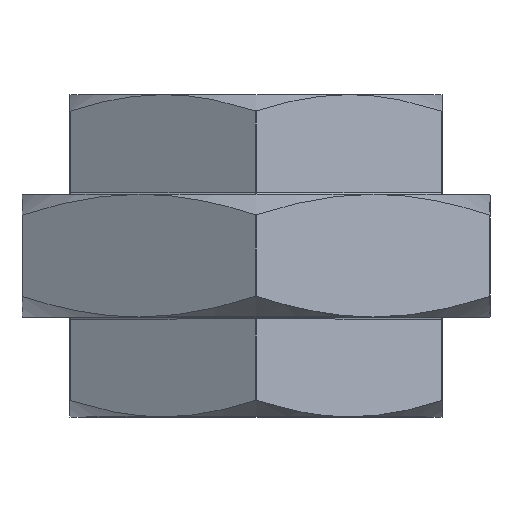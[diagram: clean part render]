
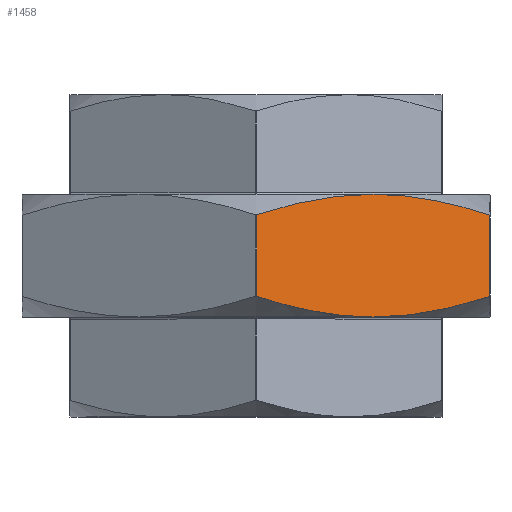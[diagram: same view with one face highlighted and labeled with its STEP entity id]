
A CAD part, top view. The second image highlights one B-rep face of the part: STEP entity #1458.
In plain terms, the highlighted planar face has unit normal (0.5, 0, 0.866).
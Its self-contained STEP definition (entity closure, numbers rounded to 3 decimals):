
#179=(
BOUNDED_CURVE()
B_SPLINE_CURVE(2,(#2325,#2326,#2327),.UNSPECIFIED.,.F.,.F.)
B_SPLINE_CURVE_WITH_KNOTS((3,3),(1.429,5.197),
 .UNSPECIFIED.)
CURVE()
GEOMETRIC_REPRESENTATION_ITEM()
RATIONAL_B_SPLINE_CURVE((1.029,1.052,1.))
REPRESENTATION_ITEM('')
);
#180=(
BOUNDED_CURVE()
B_SPLINE_CURVE(2,(#2329,#2330,#2331),.UNSPECIFIED.,.F.,.F.)
B_SPLINE_CURVE_WITH_KNOTS((3,3),(5.197,8.965),
 .UNSPECIFIED.)
CURVE()
GEOMETRIC_REPRESENTATION_ITEM()
RATIONAL_B_SPLINE_CURVE((1.,1.052,1.029))
REPRESENTATION_ITEM('')
);
#181=(
BOUNDED_CURVE()
B_SPLINE_CURVE(2,(#2335,#2336,#2337),.UNSPECIFIED.,.F.,.F.)
B_SPLINE_CURVE_WITH_KNOTS((3,3),(1.429,5.197),
 .UNSPECIFIED.)
CURVE()
GEOMETRIC_REPRESENTATION_ITEM()
RATIONAL_B_SPLINE_CURVE((1.029,1.052,1.))
REPRESENTATION_ITEM('')
);
#182=(
BOUNDED_CURVE()
B_SPLINE_CURVE(2,(#2338,#2339,#2340),.UNSPECIFIED.,.F.,.F.)
B_SPLINE_CURVE_WITH_KNOTS((3,3),(5.197,8.965),
 .UNSPECIFIED.)
CURVE()
GEOMETRIC_REPRESENTATION_ITEM()
RATIONAL_B_SPLINE_CURVE((1.,1.052,1.029))
REPRESENTATION_ITEM('')
);
#217=PLANE('',#1567);
#250=FACE_OUTER_BOUND('',#354,.T.);
#354=EDGE_LOOP('',(#1016,#1017,#1018,#1019,#1020,#1021));
#475=LINE('',#2312,#535);
#476=LINE('',#2333,#536);
#535=VECTOR('',#1770,21.203);
#536=VECTOR('',#1773,21.203);
#633=VERTEX_POINT('',#2300);
#634=VERTEX_POINT('',#2311);
#635=VERTEX_POINT('',#2324);
#636=VERTEX_POINT('',#2328);
#637=VERTEX_POINT('',#2332);
#638=VERTEX_POINT('',#2334);
#779=EDGE_CURVE('',#633,#634,#475,.T.);
#781=EDGE_CURVE('',#633,#635,#179,.T.);
#782=EDGE_CURVE('',#635,#636,#180,.T.);
#783=EDGE_CURVE('',#637,#636,#476,.T.);
#784=EDGE_CURVE('',#637,#638,#181,.T.);
#785=EDGE_CURVE('',#638,#634,#182,.T.);
#1016=ORIENTED_EDGE('',*,*,#779,.F.);
#1017=ORIENTED_EDGE('',*,*,#781,.T.);
#1018=ORIENTED_EDGE('',*,*,#782,.T.);
#1019=ORIENTED_EDGE('',*,*,#783,.F.);
#1020=ORIENTED_EDGE('',*,*,#784,.T.);
#1021=ORIENTED_EDGE('',*,*,#785,.T.);
#1458=ADVANCED_FACE('',(#250),#217,.T.);
#1567=AXIS2_PLACEMENT_3D('',#2323,#1771,#1772);
#1770=DIRECTION('',(0.,1.,0.));
#1771=DIRECTION('center_axis',(0.5,0.,0.866));
#1772=DIRECTION('ref_axis',(0.866,0.,-0.5));
#1773=DIRECTION('',(0.,-1.,0.));
#2300=CARTESIAN_POINT('',(0.15,-10.602,70.35));
#2311=CARTESIAN_POINT('',(0.15,10.602,70.35));
#2312=CARTESIAN_POINT('',(0.15,0.,70.35));
#2323=CARTESIAN_POINT('Origin',(0.,0.,70.437));
#2324=CARTESIAN_POINT('',(30.5,-16.,52.828));
#2325=CARTESIAN_POINT('Ctrl Pts',(0.15,-10.602,70.35));
#2326=CARTESIAN_POINT('Ctrl Pts',(16.405,-16.,60.965));
#2327=CARTESIAN_POINT('Ctrl Pts',(30.5,-16.,52.828));
#2328=CARTESIAN_POINT('',(60.85,-10.602,35.305));
#2329=CARTESIAN_POINT('Ctrl Pts',(30.5,-16.,52.828));
#2330=CARTESIAN_POINT('Ctrl Pts',(44.595,-16.,44.69));
#2331=CARTESIAN_POINT('Ctrl Pts',(60.85,-10.602,35.305));
#2332=CARTESIAN_POINT('',(60.85,10.602,35.305));
#2333=CARTESIAN_POINT('',(60.85,0.,35.305));
#2334=CARTESIAN_POINT('',(30.5,16.,52.828));
#2335=CARTESIAN_POINT('Ctrl Pts',(60.85,10.602,35.305));
#2336=CARTESIAN_POINT('Ctrl Pts',(44.595,16.,44.69));
#2337=CARTESIAN_POINT('Ctrl Pts',(30.5,16.,52.828));
#2338=CARTESIAN_POINT('Ctrl Pts',(30.5,16.,52.828));
#2339=CARTESIAN_POINT('Ctrl Pts',(16.405,16.,60.965));
#2340=CARTESIAN_POINT('Ctrl Pts',(0.15,10.602,70.35));
